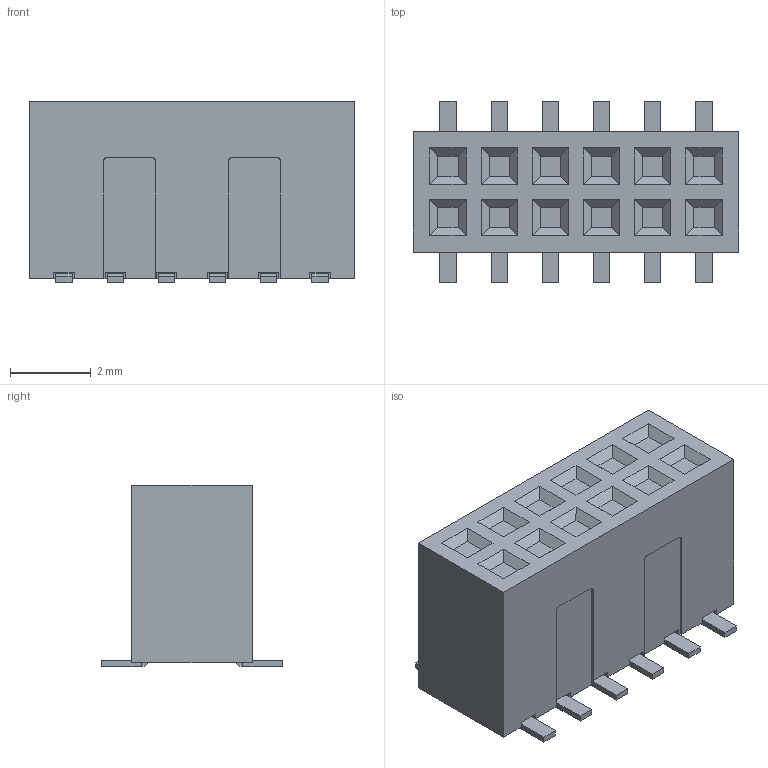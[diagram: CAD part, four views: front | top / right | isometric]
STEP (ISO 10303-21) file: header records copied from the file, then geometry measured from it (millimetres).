
FILE_DESCRIPTION((''),'2;1');
FILE_NAME('10122288-00024C1LF_SW0001','2018-11-14T',('lengt'),('AFCI'),'CREO PARAMETRIC BY PTC INC, 2016130','CREO PARAMETRIC BY PTC INC, 2016130','');
FILE_SCHEMA(('CONFIG_CONTROL_DESIGN'));
Length unit declared in the file: millimetre
Products named in the file (1): 10122288-00024C1LF_SW0001
Bounding box: 8.08 x 4.5 x 4.5 mm (x, y, z)
Volume: 105.2 mm3; surface area: 167.3 mm2
Topology: 1 solids, 1 shells, 258 faces, 684 edges, 440 vertices
Faces by surface type: plane 214, cylinder 44
Entity records: 7890 total; most frequent: CARTESIAN_POINT 1382, ORIENTED_EDGE 1368, DIRECTION 1288, EDGE_CURVE 684, VECTOR 596, LINE 596, VERTEX_POINT 440, AXIS2_PLACEMENT_3D 346
